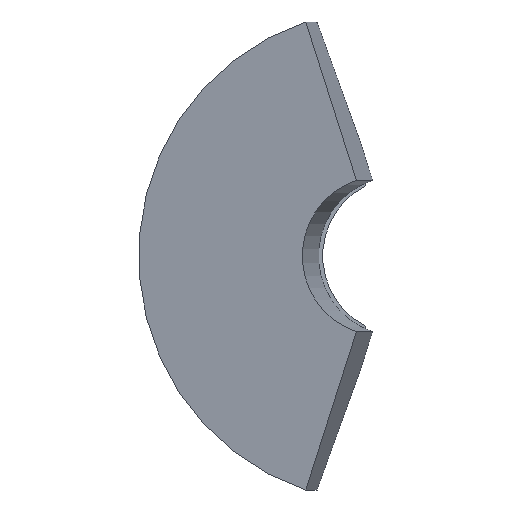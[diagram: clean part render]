
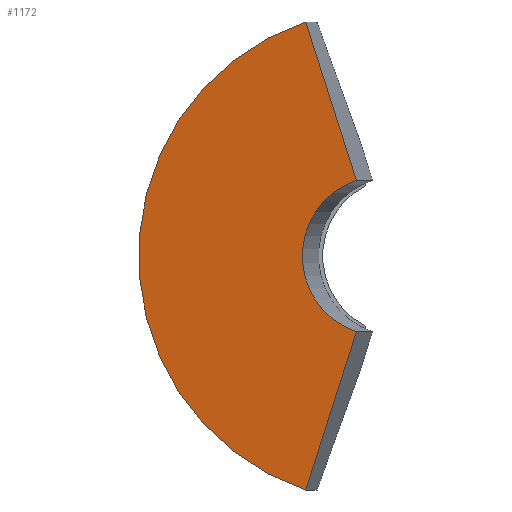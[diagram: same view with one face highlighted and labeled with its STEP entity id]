
A CAD part, front view. The second image highlights one B-rep face of the part: STEP entity #1172.
In plain terms, the highlighted face is planar.
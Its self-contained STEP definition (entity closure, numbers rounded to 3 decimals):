
#85=DIRECTION('',(0.309,0.,-0.951));
#86=VECTOR('',#85,8.36);
#87=CARTESIAN_POINT('',(-3.819,-5.801,11.755));
#88=LINE('',#87,#86);
#89=DIRECTION('',(-0.309,0.,-0.951));
#90=VECTOR('',#89,8.36);
#91=CARTESIAN_POINT('',(-1.236,-5.801,-3.804));
#92=LINE('',#91,#90);
#93=CARTESIAN_POINT('',(0.,-5.801,0.));
#94=DIRECTION('',(0.,1.,0.));
#95=DIRECTION('',(-0.309,0.,-0.951));
#96=AXIS2_PLACEMENT_3D('',#93,#94,#95);
#800=CARTESIAN_POINT('',(0.,-5.801,0.));
#801=DIRECTION('',(0.,-1.,0.));
#802=DIRECTION('',(-0.309,0.,0.951));
#803=AXIS2_PLACEMENT_3D('',#800,#801,#802);
#1081=CARTESIAN_POINT('',(-3.819,-5.801,-11.755));
#1083=VERTEX_POINT('',#1081);
#1085=CARTESIAN_POINT('',(-3.819,-5.801,11.755));
#1087=VERTEX_POINT('',#1085);
#1089=CARTESIAN_POINT('',(-1.236,-5.801,-3.804));
#1090=CARTESIAN_POINT('',(-1.236,-5.801,3.804));
#1091=VERTEX_POINT('',#1089);
#1092=VERTEX_POINT('',#1090);
#1158=CARTESIAN_POINT('',(0.,-5.801,0.));
#1159=DIRECTION('',(0.,1.,0.));
#1160=DIRECTION('',(1.,0.,0.));
#1161=AXIS2_PLACEMENT_3D('',#1158,#1159,#1160);
#1162=PLANE('',#1161);
#1163=ORIENTED_EDGE('',*,*,#1146,.T.);
#1165=ORIENTED_EDGE('',*,*,#1164,.F.);
#1167=ORIENTED_EDGE('',*,*,#1166,.T.);
#1169=ORIENTED_EDGE('',*,*,#1168,.F.);
#1170=EDGE_LOOP('',(#1163,#1165,#1167,#1169));
#1171=FACE_OUTER_BOUND('',#1170,.F.);
#1172=ADVANCED_FACE('',(#1171),#1162,.F.);
#97=CIRCLE('',#96,4.);
#804=CIRCLE('',#803,12.36);
#1146=EDGE_CURVE('',#1087,#1092,#88,.T.);
#1164=EDGE_CURVE('',#1091,#1092,#97,.T.);
#1166=EDGE_CURVE('',#1091,#1083,#92,.T.);
#1168=EDGE_CURVE('',#1087,#1083,#804,.T.);
